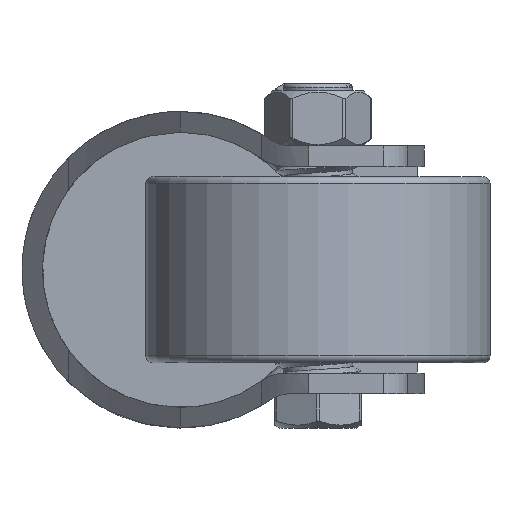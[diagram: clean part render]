
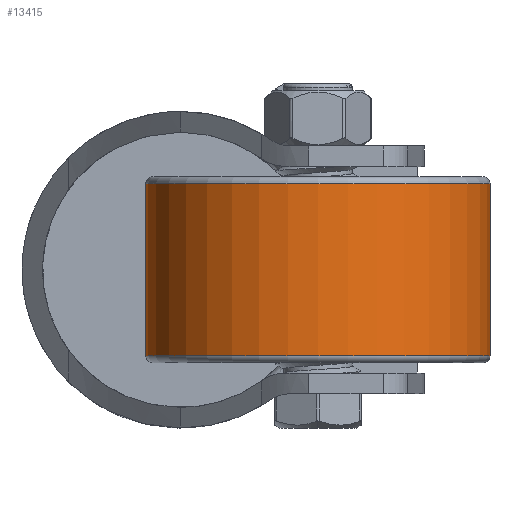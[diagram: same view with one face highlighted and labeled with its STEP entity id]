
A CAD part, front view. The second image highlights one B-rep face of the part: STEP entity #13415.
In plain terms, the highlighted cylindrical face has radius 25 mm (diameter 50 mm), a partial arc.
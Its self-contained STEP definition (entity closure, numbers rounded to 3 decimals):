
#13265=CARTESIAN_POINT('',(0.,12.5,0.));
#13266=DIRECTION('',(0.,1.,0.));
#13267=DIRECTION('',(1.,0.,0.));
#13268=AXIS2_PLACEMENT_3D('',#13265,#13266,#13267);
#13270=CARTESIAN_POINT('',(0.,-12.5,0.));
#13271=DIRECTION('',(0.,-1.,0.));
#13272=DIRECTION('',(-1.,0.,0.));
#13273=AXIS2_PLACEMENT_3D('',#13270,#13271,#13272);
#13275=DIRECTION('',(0.,1.,0.));
#13276=VECTOR('',#13275,25.);
#13277=CARTESIAN_POINT('',(25.,-12.5,0.));
#13278=LINE('',#13277,#13276);
#13319=DIRECTION('',(0.,1.,0.));
#13320=VECTOR('',#13319,25.);
#13321=CARTESIAN_POINT('',(-25.,-12.5,0.));
#13322=LINE('',#13321,#13320);
#13335=CARTESIAN_POINT('',(-25.,12.5,0.));
#13336=CARTESIAN_POINT('',(25.,12.5,0.));
#13337=VERTEX_POINT('',#13335);
#13338=VERTEX_POINT('',#13336);
#13343=CARTESIAN_POINT('',(25.,-12.5,0.));
#13344=CARTESIAN_POINT('',(-25.,-12.5,0.));
#13345=VERTEX_POINT('',#13343);
#13346=VERTEX_POINT('',#13344);
#13401=CARTESIAN_POINT('',(0.,-13.5,0.));
#13402=DIRECTION('',(0.,1.,0.));
#13403=DIRECTION('',(1.,0.,0.));
#13404=AXIS2_PLACEMENT_3D('',#13401,#13402,#13403);
#13405=CYLINDRICAL_SURFACE('',#13404,25.);
#13407=ORIENTED_EDGE('',*,*,#13406,.T.);
#13409=ORIENTED_EDGE('',*,*,#13408,.F.);
#13410=ORIENTED_EDGE('',*,*,#13395,.T.);
#13412=ORIENTED_EDGE('',*,*,#13411,.T.);
#13413=EDGE_LOOP('',(#13407,#13409,#13410,#13412));
#13414=FACE_OUTER_BOUND('',#13413,.F.);
#13269=CIRCLE('',#13268,25.);
#13274=CIRCLE('',#13273,25.);
#13395=EDGE_CURVE('',#13346,#13345,#13274,.T.);
#13406=EDGE_CURVE('',#13338,#13337,#13269,.T.);
#13408=EDGE_CURVE('',#13346,#13337,#13322,.T.);
#13411=EDGE_CURVE('',#13345,#13338,#13278,.T.);
#13415=ADVANCED_FACE('',(#13414),#13405,.T.);
